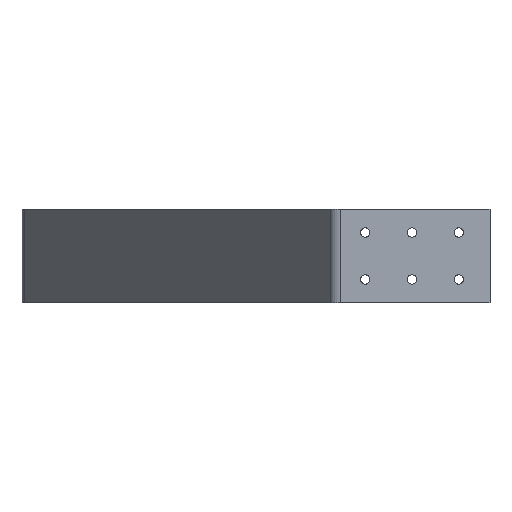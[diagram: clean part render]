
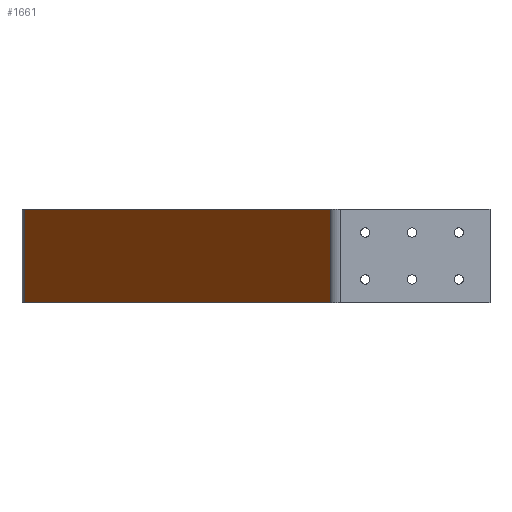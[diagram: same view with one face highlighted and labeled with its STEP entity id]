
A CAD part, front view. The second image highlights one B-rep face of the part: STEP entity #1661.
In plain terms, the highlighted planar face has unit normal (-0.832, -0.555, 0).
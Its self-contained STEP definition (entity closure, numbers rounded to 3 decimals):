
#19 = DIRECTION ( 'NONE',  ( 0., 0., -1. ) ) ;
#23 = DIRECTION ( 'NONE',  ( 0.555, -0.832, 0. ) ) ;
#125 = ORIENTED_EDGE ( 'NONE', *, *, #919, .F. ) ;
#143 = VECTOR ( 'NONE', #683, 1000. ) ;
#165 = LINE ( 'NONE', #954, #143 ) ;
#176 = PLANE ( 'NONE',  #1583 ) ;
#253 = EDGE_CURVE ( 'NONE', #1552, #1233, #165, .T. ) ;
#261 = CARTESIAN_POINT ( 'NONE',  ( -99.328, 148.992, 30. ) ) ;
#264 = VERTEX_POINT ( 'NONE', #1771 ) ;
#396 = VECTOR ( 'NONE', #1229, 1000. ) ;
#441 = LINE ( 'NONE', #261, #396 ) ;
#460 = LINE ( 'NONE', #585, #1451 ) ;
#585 = CARTESIAN_POINT ( 'NONE',  ( -100., 150., 30. ) ) ;
#605 = ORIENTED_EDGE ( 'NONE', *, *, #1663, .T. ) ;
#609 = EDGE_LOOP ( 'NONE', ( #759, #125, #605, #882 ) ) ;
#683 = DIRECTION ( 'NONE',  ( -0.555, 0.832, 0. ) ) ;
#720 = DIRECTION ( 'NONE',  ( -0.832, -0.555, 0. ) ) ;
#748 = CARTESIAN_POINT ( 'NONE',  ( -1.187, 1.781, 30. ) ) ;
#759 = ORIENTED_EDGE ( 'NONE', *, *, #253, .F. ) ;
#766 = CARTESIAN_POINT ( 'NONE',  ( -99.328, 148.992, 0. ) ) ;
#810 = EDGE_CURVE ( 'NONE', #264, #1233, #441, .T. ) ;
#882 = ORIENTED_EDGE ( 'NONE', *, *, #810, .T. ) ;
#919 = EDGE_CURVE ( 'NONE', #1056, #1552, #1090, .T. ) ;
#954 = CARTESIAN_POINT ( 'NONE',  ( -100., 150., 0. ) ) ;
#1056 = VERTEX_POINT ( 'NONE', #748 ) ;
#1090 = LINE ( 'NONE', #1654, #1747 ) ;
#1229 = DIRECTION ( 'NONE',  ( 0., 0., -1. ) ) ;
#1233 = VERTEX_POINT ( 'NONE', #766 ) ;
#1451 = VECTOR ( 'NONE', #1541, 1000. ) ;
#1514 = FACE_OUTER_BOUND ( 'NONE', #609, .T. ) ;
#1535 = CARTESIAN_POINT ( 'NONE',  ( -100., 150., 30. ) ) ;
#1541 = DIRECTION ( 'NONE',  ( -0.555, 0.832, 0. ) ) ;
#1552 = VERTEX_POINT ( 'NONE', #1684 ) ;
#1583 = AXIS2_PLACEMENT_3D ( 'NONE', #1535, #720, #23 ) ;
#1654 = CARTESIAN_POINT ( 'NONE',  ( -1.187, 1.781, 30. ) ) ;
#1661 = ADVANCED_FACE ( 'NONE', ( #1514 ), #176, .T. ) ;
#1663 = EDGE_CURVE ( 'NONE', #1056, #264, #460, .T. ) ;
#1684 = CARTESIAN_POINT ( 'NONE',  ( -1.187, 1.781, 0. ) ) ;
#1747 = VECTOR ( 'NONE', #19, 1000. ) ;
#1771 = CARTESIAN_POINT ( 'NONE',  ( -99.328, 148.992, 30. ) ) ;
